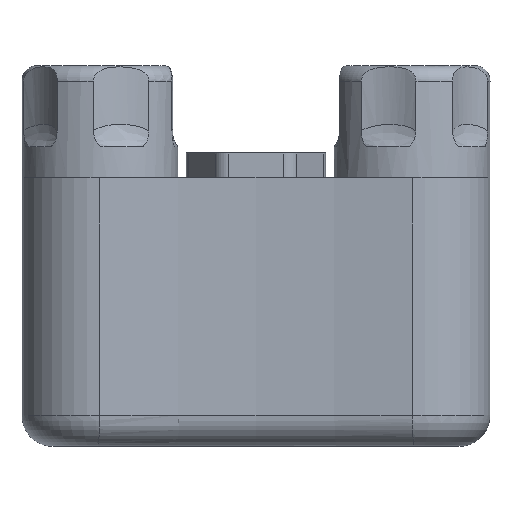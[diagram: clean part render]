
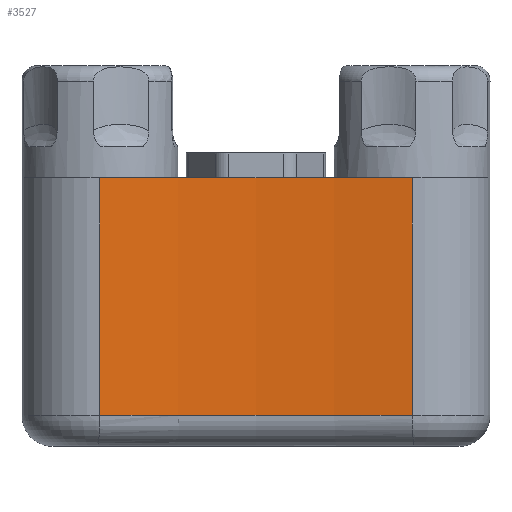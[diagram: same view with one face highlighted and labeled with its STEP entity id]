
A CAD part, front view. The second image highlights one B-rep face of the part: STEP entity #3527.
In plain terms, the highlighted cylindrical face has radius 211.897 mm (diameter 423.794 mm), a partial arc.
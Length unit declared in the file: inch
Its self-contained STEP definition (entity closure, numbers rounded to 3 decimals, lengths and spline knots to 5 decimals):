
#233=FACE_OUTER_BOUND('',#449,.T.);
#449=EDGE_LOOP('',(#2537,#2538,#2539,#2540));
#641=CIRCLE('',#3755,8.34239);
#650=CIRCLE('',#3768,8.34239);
#1004=LINE('',#9207,#1173);
#1006=LINE('',#9210,#1175);
#1173=VECTOR('',#4276,0.3937);
#1175=VECTOR('',#4280,0.3937);
#1401=VERTEX_POINT('',#9116);
#1402=VERTEX_POINT('',#9117);
#1413=VERTEX_POINT('',#9169);
#1414=VERTEX_POINT('',#9184);
#1824=EDGE_CURVE('',#1401,#1402,#641,.T.);
#1836=EDGE_CURVE('',#1413,#1414,#650,.T.);
#1842=EDGE_CURVE('',#1401,#1414,#1004,.T.);
#1844=EDGE_CURVE('',#1413,#1402,#1006,.T.);
#2537=ORIENTED_EDGE('',*,*,#1836,.F.);
#2538=ORIENTED_EDGE('',*,*,#1844,.T.);
#2539=ORIENTED_EDGE('',*,*,#1824,.F.);
#2540=ORIENTED_EDGE('',*,*,#1842,.T.);
#3399=CYLINDRICAL_SURFACE('',#3776,8.34239);
#3527=ADVANCED_FACE('',(#233),#3399,.F.);
#3755=AXIS2_PLACEMENT_3D('',#9118,#4234,#4235);
#3768=AXIS2_PLACEMENT_3D('',#9185,#4260,#4261);
#3776=AXIS2_PLACEMENT_3D('',#9209,#4278,#4279);
#4234=DIRECTION('center_axis',(0.,0.,-1.));
#4235=DIRECTION('ref_axis',(-0.24,0.971,0.));
#4260=DIRECTION('center_axis',(0.,0.,1.));
#4261=DIRECTION('ref_axis',(0.,1.,0.));
#4276=DIRECTION('',(0.,0.,-1.));
#4278=DIRECTION('center_axis',(0.,0.,1.));
#4279=DIRECTION('ref_axis',(-0.24,0.971,0.));
#4280=DIRECTION('',(0.,0.,1.));
#9116=CARTESIAN_POINT('',(0.74772,0.14876,2.15));
#9117=CARTESIAN_POINT('',(3.25228,0.14876,2.15));
#9118=CARTESIAN_POINT('Origin',(2.,-8.09911,2.15));
#9169=CARTESIAN_POINT('',(3.25228,0.14876,0.25));
#9184=CARTESIAN_POINT('',(0.74772,0.14876,0.25));
#9185=CARTESIAN_POINT('Origin',(2.,-8.09911,0.25));
#9207=CARTESIAN_POINT('',(0.74772,0.14876,2.15));
#9209=CARTESIAN_POINT('Origin',(2.,-8.09911,0.));
#9210=CARTESIAN_POINT('',(3.25228,0.14876,2.15));
